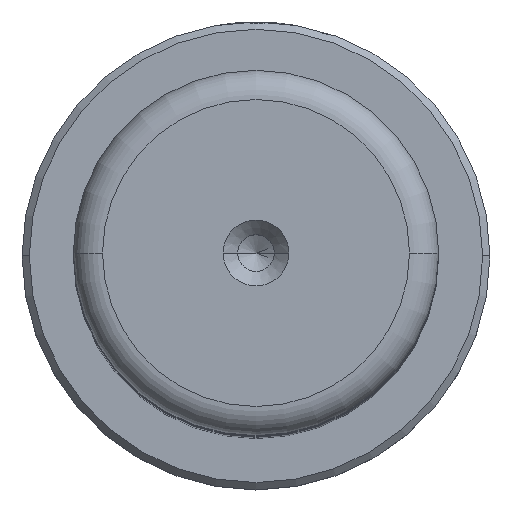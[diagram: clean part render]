
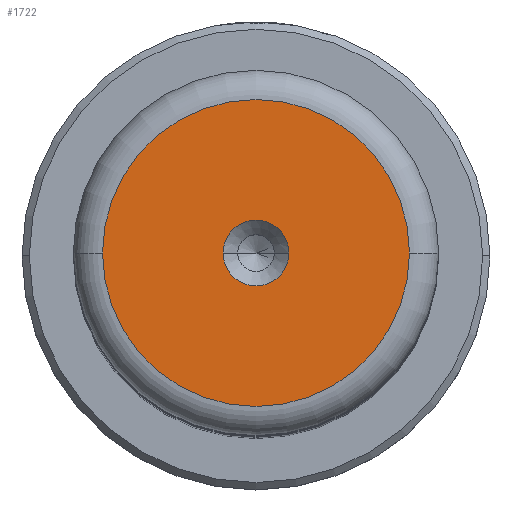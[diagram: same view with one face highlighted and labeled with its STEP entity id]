
A CAD part, top view. The second image highlights one B-rep face of the part: STEP entity #1722.
In plain terms, the highlighted planar face has unit normal (0, 0, 1).
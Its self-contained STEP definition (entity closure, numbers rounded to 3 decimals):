
#10 = EDGE_LOOP ( 'NONE', ( #920, #2720 ) ) ;
#11 = EDGE_CURVE ( 'NONE', #2556, #736, #2529, .T. ) ;
#59 = PLANE ( 'NONE',  #958 ) ;
#93 = EDGE_LOOP ( 'NONE', ( #1289, #993 ) ) ;
#110 = CARTESIAN_POINT ( 'NONE',  ( 0., 0., 136. ) ) ;
#306 = EDGE_CURVE ( 'NONE', #600, #2921, #2610, .T. ) ;
#334 = DIRECTION ( 'NONE',  ( 1., 0., 0. ) ) ;
#385 = CARTESIAN_POINT ( 'NONE',  ( 0., 0., 136. ) ) ;
#531 = AXIS2_PLACEMENT_3D ( 'NONE', #2741, #1345, #2954 ) ;
#600 = VERTEX_POINT ( 'NONE', #2009 ) ;
#618 = DIRECTION ( 'NONE',  ( 1., 0., 0. ) ) ;
#736 = VERTEX_POINT ( 'NONE', #1813 ) ;
#755 = DIRECTION ( 'NONE',  ( 0., 0., 1. ) ) ;
#920 = ORIENTED_EDGE ( 'NONE', *, *, #1048, .T. ) ;
#958 = AXIS2_PLACEMENT_3D ( 'NONE', #1447, #755, #2413 ) ;
#993 = ORIENTED_EDGE ( 'NONE', *, *, #11, .F. ) ;
#1048 = EDGE_CURVE ( 'NONE', #2921, #600, #1472, .T. ) ;
#1078 = AXIS2_PLACEMENT_3D ( 'NONE', #2996, #2321, #2331 ) ;
#1194 = CARTESIAN_POINT ( 'NONE',  ( -2.25, 0., 136. ) ) ;
#1289 = ORIENTED_EDGE ( 'NONE', *, *, #1788, .F. ) ;
#1345 = DIRECTION ( 'NONE',  ( 0., 0., 1. ) ) ;
#1380 = CARTESIAN_POINT ( 'NONE',  ( 10.495, 0., 136. ) ) ;
#1434 = AXIS2_PLACEMENT_3D ( 'NONE', #110, #1739, #334 ) ;
#1447 = CARTESIAN_POINT ( 'NONE',  ( 0., 0., 136. ) ) ;
#1472 = CIRCLE ( 'NONE', #531, 10.495 ) ;
#1722 = ADVANCED_FACE ( 'NONE', ( #2076, #2753 ), #59, .T. ) ;
#1739 = DIRECTION ( 'NONE',  ( 0., 0., 1. ) ) ;
#1788 = EDGE_CURVE ( 'NONE', #736, #2556, #2982, .T. ) ;
#1813 = CARTESIAN_POINT ( 'NONE',  ( 2.25, 0., 136. ) ) ;
#2009 = CARTESIAN_POINT ( 'NONE',  ( -10.495, 0., 136. ) ) ;
#2041 = DIRECTION ( 'NONE',  ( 0., 0., 1. ) ) ;
#2076 = FACE_BOUND ( 'NONE', #93, .T. ) ;
#2321 = DIRECTION ( 'NONE',  ( 0., 0., 1. ) ) ;
#2331 = DIRECTION ( 'NONE',  ( 1., 0., 0. ) ) ;
#2413 = DIRECTION ( 'NONE',  ( 1., 0., 0. ) ) ;
#2529 = CIRCLE ( 'NONE', #1078, 2.25 ) ;
#2556 = VERTEX_POINT ( 'NONE', #1194 ) ;
#2610 = CIRCLE ( 'NONE', #2626, 10.495 ) ;
#2626 = AXIS2_PLACEMENT_3D ( 'NONE', #385, #2041, #618 ) ;
#2720 = ORIENTED_EDGE ( 'NONE', *, *, #306, .T. ) ;
#2741 = CARTESIAN_POINT ( 'NONE',  ( 0., 0., 136. ) ) ;
#2753 = FACE_OUTER_BOUND ( 'NONE', #10, .T. ) ;
#2921 = VERTEX_POINT ( 'NONE', #1380 ) ;
#2954 = DIRECTION ( 'NONE',  ( 1., 0., 0. ) ) ;
#2982 = CIRCLE ( 'NONE', #1434, 2.25 ) ;
#2996 = CARTESIAN_POINT ( 'NONE',  ( 0., 0., 136. ) ) ;
